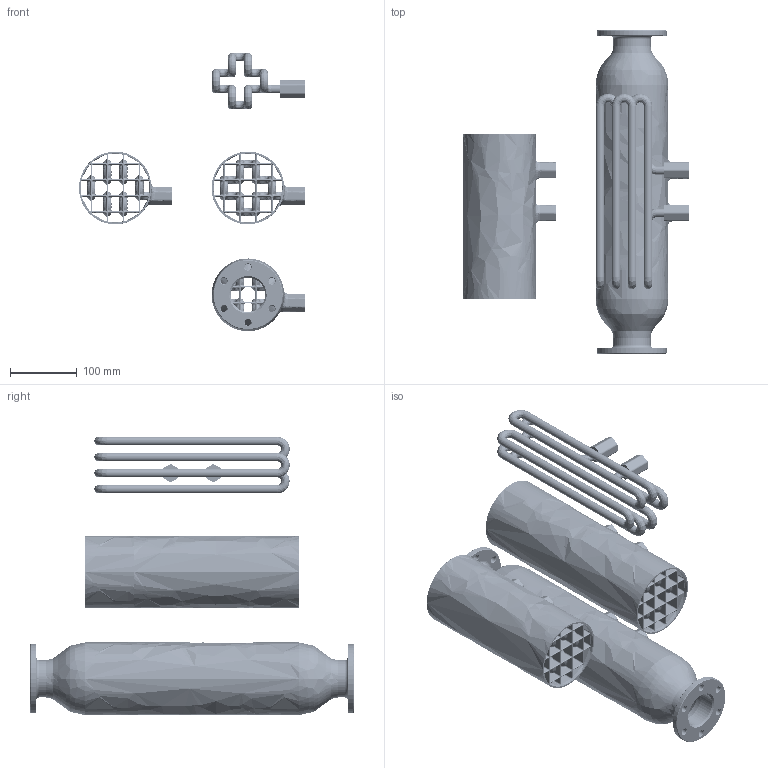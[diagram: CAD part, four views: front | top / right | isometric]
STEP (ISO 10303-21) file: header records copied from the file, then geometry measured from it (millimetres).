
FILE_DESCRIPTION(('FreeCAD Model'),'2;1');
FILE_NAME('Open CASCADE Shape Model','2025-04-25T14:36:01',('FreeCAD'),( 'FreeCAD'),'Open CASCADE STEP processor 7.6','FreeCAD','Unknown');
FILE_SCHEMA(('AUTOMOTIVE_DESIGN { 1 0 10303 214 1 1 1 1 }'));
Products named in the file (1): Open CASCADE STEP translator 7.6 1
Bounding box: 339.35 x 485.7 x 417.58 mm (x, y, z)
Volume: 2685139.9 mm3; surface area: 2218833.8 mm2
Topology: 4 solids, 5 shells, 3744 faces, 9145 edges, 5355 vertices
Faces by surface type: bspline 3744
Entity records: 148560 total; most frequent: CARTESIAN_POINT 99966, ORIENTED_EDGE 17952, EDGE_CURVE 9113, VERTEX_POINT 5355, B_SPLINE_CURVE_WITH_KNOTS 4101, FACE_BOUND 3924, EDGE_LOOP 3924, ADVANCED_FACE 3744
